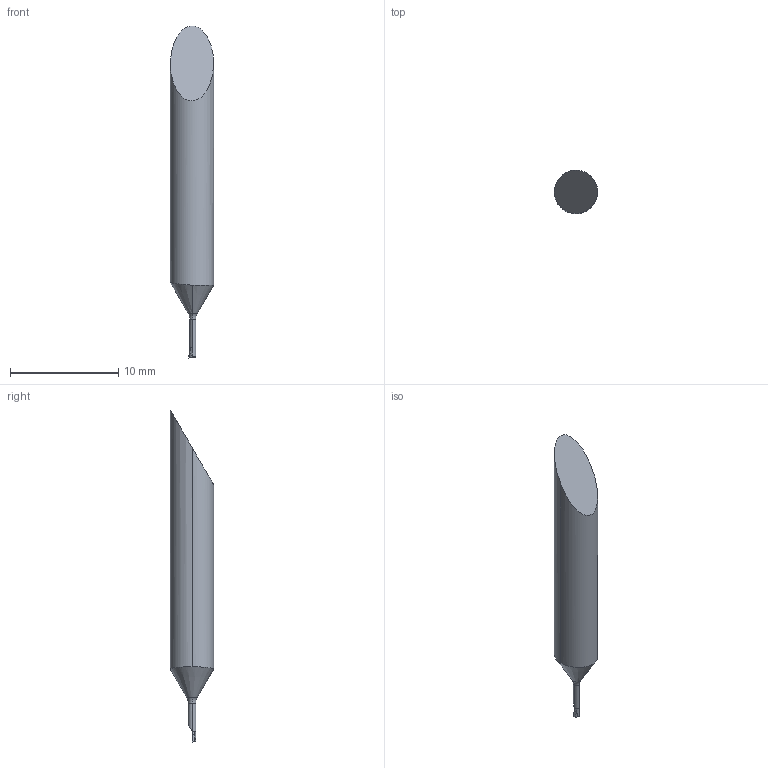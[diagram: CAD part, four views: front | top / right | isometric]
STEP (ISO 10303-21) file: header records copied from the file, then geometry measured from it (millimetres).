
FILE_DESCRIPTION(/* description */ (''),/* implementation_level */ '2;1');
FILE_NAME(/* name */ '1587102648593.stp',/* time_stamp */ '2020-04-17T11:21:02+06:00',/* author */ (''),/* organization */ ('SMS'),/* preprocessor_version */ 'ST-DEVELOPER v16.7',/* originating_system */ 'SIEMENS PLM Software NX 12.0',/* authorisation */ '');
FILE_SCHEMA (('AUTOMOTIVE_DESIGN { 1 0 10303 214 3 1 1 1 }'));
Length unit declared in the file: millimetre
Products named in the file (1): 202967146mod000_00
Bounding box: 4 x 4 x 30.71 mm (x, y, z)
Volume: 272.4 mm3; surface area: 314 mm2
Topology: 2 solids, 2 shells, 31 faces, 71 edges, 47 vertices
Faces by surface type: plane 12, cylinder 7, bspline 5, torus 4, cone 3
Entity records: 1248 total; most frequent: CARTESIAN_POINT 557, ORIENTED_EDGE 140, DIRECTION 113, EDGE_CURVE 70, VERTEX_POINT 43, AXIS2_PLACEMENT_3D 43, ADVANCED_FACE 31, FACE_OUTER_BOUND 31
